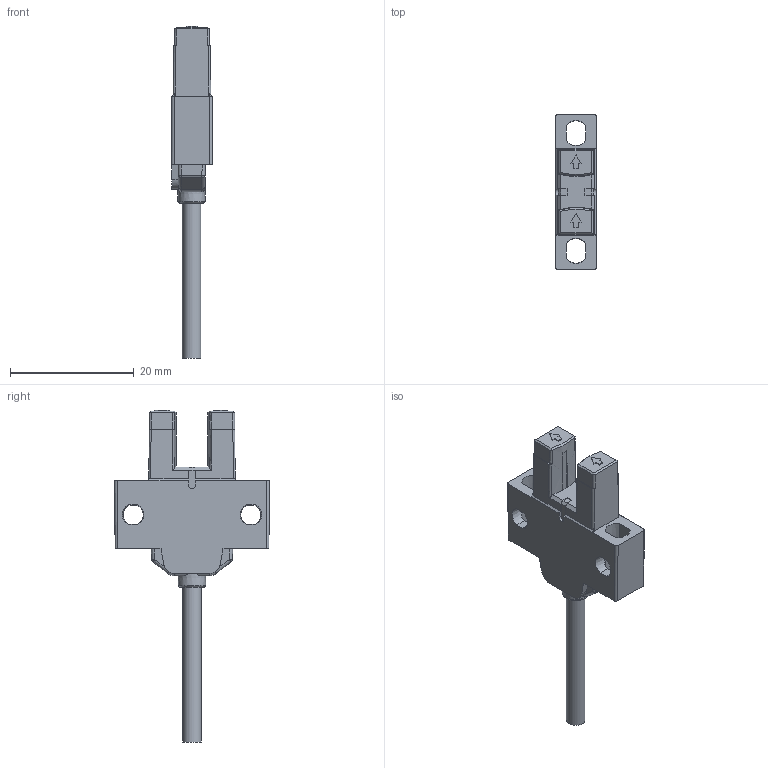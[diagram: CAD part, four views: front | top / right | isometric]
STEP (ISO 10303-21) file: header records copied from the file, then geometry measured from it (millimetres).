
FILE_DESCRIPTION(/* description */ (''),/* implementation_level */ '2;1');
FILE_NAME(/* name */ 'SK-101.stp',/* time_stamp */ '2021-06-10T14:17:59+08:00',/* author */ (''),/* organization */ (''),/* preprocessor_version */ 'ST-DEVELOPER v14',/* originating_system */ 'SIEMENS PLM Software NX 8.0',/* authorisation */ '');
FILE_SCHEMA (('AUTOMOTIVE_DESIGN { 1 0 10303 214 3 1 1 1 }'));
Length unit declared in the file: millimetre
Products named in the file (1): Admi3F547582gmov
Bounding box: 6.6 x 25 x 53.56 mm (x, y, z)
Volume: 2566.5 mm3; surface area: 2051.8 mm2
Topology: 1 solids, 1 shells, 193 faces, 542 edges, 346 vertices
Faces by surface type: plane 116, cylinder 33, bspline 20, cone 19, sphere 4, torus 1
Full cylindrical faces by diameter (mm): 3 x1
Entity records: 6801 total; most frequent: CARTESIAN_POINT 1965, ORIENTED_EDGE 1068, DIRECTION 925, EDGE_CURVE 534, VERTEX_POINT 345, AXIS2_PLACEMENT_3D 319, LINE 287, VECTOR 287
